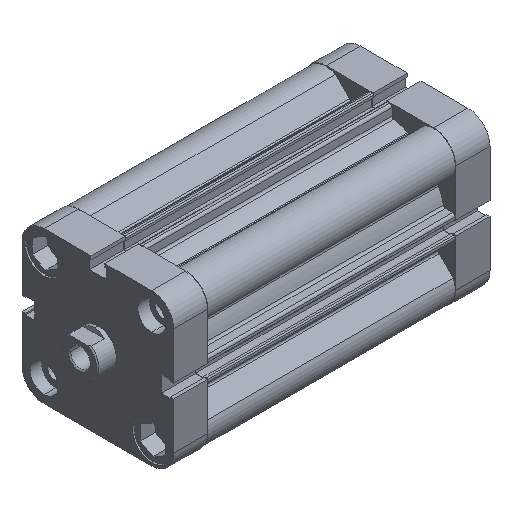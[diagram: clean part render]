
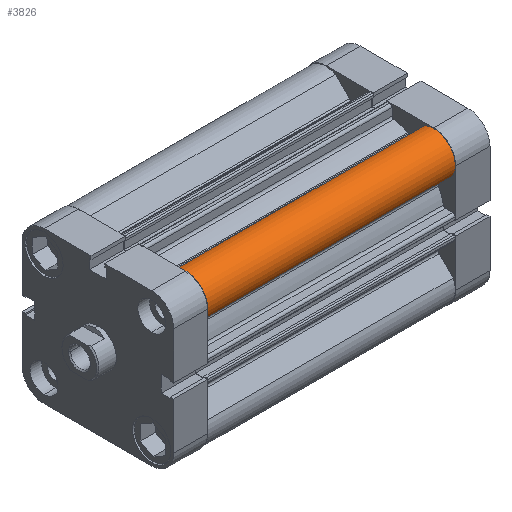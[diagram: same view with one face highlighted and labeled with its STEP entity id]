
A CAD part, isometric view. The second image highlights one B-rep face of the part: STEP entity #3826.
In plain terms, the highlighted cylindrical face has radius 9.25 mm (diameter 18.5 mm), a partial arc.
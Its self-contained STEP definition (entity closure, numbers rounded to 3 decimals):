
#436 = CARTESIAN_POINT ( 'NONE',  ( 19.184, -31.559, 107. ) ) ;
#532 = CARTESIAN_POINT ( 'NONE',  ( 31.559, -19.184, 0. ) ) ;
#544 = CARTESIAN_POINT ( 'NONE',  ( 31.559, -19.184, 107. ) ) ;
#790 = CARTESIAN_POINT ( 'NONE',  ( 19.184, -31.559, 0. ) ) ;
#967 = AXIS2_PLACEMENT_3D ( 'NONE', #5460, #5471, #5472 ) ;
#3826 = ADVANCED_FACE ( 'NONE', ( #6428 ), #6424, .T. ) ;
#4013 = EDGE_CURVE ( 'NONE', #8037, #8601, #6758, .T. ) ;
#4020 = EDGE_CURVE ( 'NONE', #8187, #8169, #6767, .T. ) ;
#4028 = EDGE_CURVE ( 'NONE', #8037, #8187, #6786, .T. ) ;
#4088 = EDGE_CURVE ( 'NONE', #8601, #8169, #6878, .T. ) ;
#4754 = AXIS2_PLACEMENT_3D ( 'NONE', #7873, #7904, #7874 ) ;
#4828 = AXIS2_PLACEMENT_3D ( 'NONE', #5310, #5323, #5324 ) ;
#5288 = CARTESIAN_POINT ( 'NONE',  ( 19.184, -31.559, 107. ) ) ;
#5289 = DIRECTION ( 'NONE',  ( 0., 0., -1. ) ) ;
#5300 = CARTESIAN_POINT ( 'NONE',  ( 31.559, -19.184, 107. ) ) ;
#5303 = DIRECTION ( 'NONE',  ( 0., 0., -1. ) ) ;
#5310 = CARTESIAN_POINT ( 'NONE',  ( 23.25, -23.25, 107. ) ) ;
#5323 = DIRECTION ( 'NONE',  ( 0., 0., 1. ) ) ;
#5324 = DIRECTION ( 'NONE',  ( -1., 0., 0. ) ) ;
#5460 = CARTESIAN_POINT ( 'NONE',  ( 23.25, -23.25, 0. ) ) ;
#5471 = DIRECTION ( 'NONE',  ( 0., 0., 1. ) ) ;
#5472 = DIRECTION ( 'NONE',  ( -1., 0., 0. ) ) ;
#6424 = CYLINDRICAL_SURFACE ( 'NONE', #4754, 9.25 ) ;
#6428 = FACE_OUTER_BOUND ( 'NONE', #9748, .T. ) ;
#6758 = LINE ( 'NONE', #5288, #6759 ) ;
#6759 = VECTOR ( 'NONE', #5289, 1000. ) ;
#6767 = LINE ( 'NONE', #5300, #6772 ) ;
#6772 = VECTOR ( 'NONE', #5303, 1000. ) ;
#6786 = CIRCLE ( 'NONE', #4828, 9.25 ) ;
#6878 = CIRCLE ( 'NONE', #967, 9.25 ) ;
#7873 = CARTESIAN_POINT ( 'NONE',  ( 23.25, -23.25, 107. ) ) ;
#7874 = DIRECTION ( 'NONE',  ( -1., 0., 0. ) ) ;
#7904 = DIRECTION ( 'NONE',  ( 0., 0., -1. ) ) ;
#8037 = VERTEX_POINT ( 'NONE', #436 ) ;
#8169 = VERTEX_POINT ( 'NONE', #532 ) ;
#8187 = VERTEX_POINT ( 'NONE', #544 ) ;
#8601 = VERTEX_POINT ( 'NONE', #790 ) ;
#9034 = ORIENTED_EDGE ( 'NONE', *, *, #4013, .T. ) ;
#9035 = ORIENTED_EDGE ( 'NONE', *, *, #4028, .F. ) ;
#9036 = ORIENTED_EDGE ( 'NONE', *, *, #4020, .F. ) ;
#9037 = ORIENTED_EDGE ( 'NONE', *, *, #4088, .T. ) ;
#9748 = EDGE_LOOP ( 'NONE', ( #9037, #9036, #9035, #9034 ) ) ;
